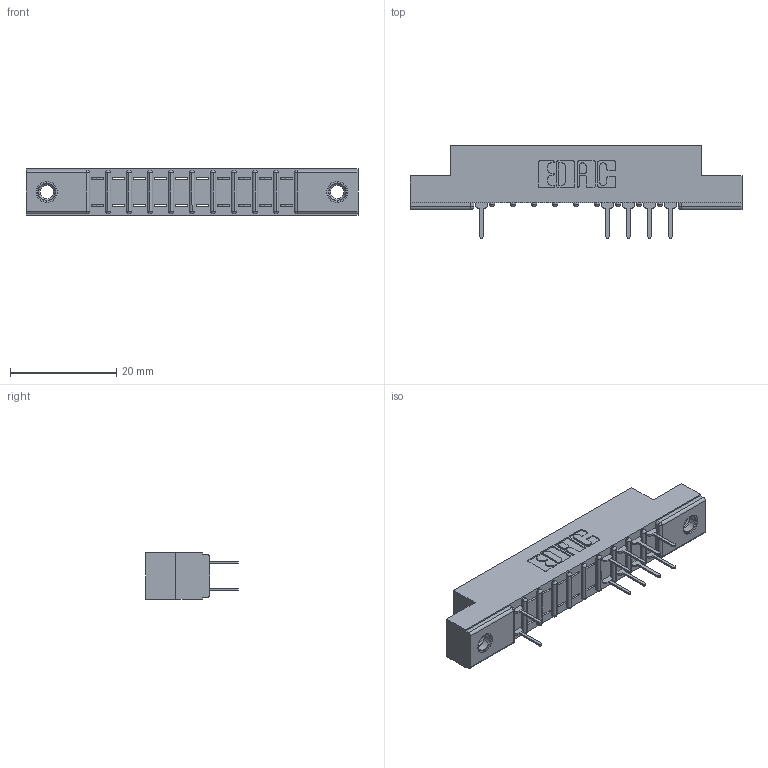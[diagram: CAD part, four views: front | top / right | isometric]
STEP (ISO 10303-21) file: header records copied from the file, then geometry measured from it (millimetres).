
FILE_DESCRIPTION (( 'STEP AP203' ), '1' );
FILE_NAME ('357-020-524-207.STEP', '2018-08-08T08:36:49', ( '' ), ( '' ), 'SwSTEP 2.0', 'SolidWorks 2016', '' );
FILE_SCHEMA (( 'CONFIG_CONTROL_DESIGN' ));
Length unit declared in the file: inch
Products named in the file (4): 307 Part_.156 Dia Mounting Holes; 307-290-001_524; 345-250-001_345-250-005-103; 357-020-524-207
Assembly tree (13 placements, depth 2):
  357-020-524-207
    307 Part_.156 Dia Mounting Holes
    307-290-001_524  x10
    345-250-001_345-250-005-103  x2
Bounding box: 62.64 x 17.42 x 8.71 mm (x, y, z)
Volume: 3952.2 mm3; surface area: 5611.3 mm2
Topology: 13 solids, 13 shells, 749 faces, 2079 edges, 1334 vertices
Faces by surface type: plane 472, cylinder 239, sphere 22, cone 12, torus 4
Entity records: 13671 total; most frequent: CARTESIAN_POINT 2271, ORIENTED_EDGE 2250, DIRECTION 2237, EDGE_CURVE 1125, VECTOR 849, LINE 849, VERTEX_POINT 728, AXIS2_PLACEMENT_3D 694
